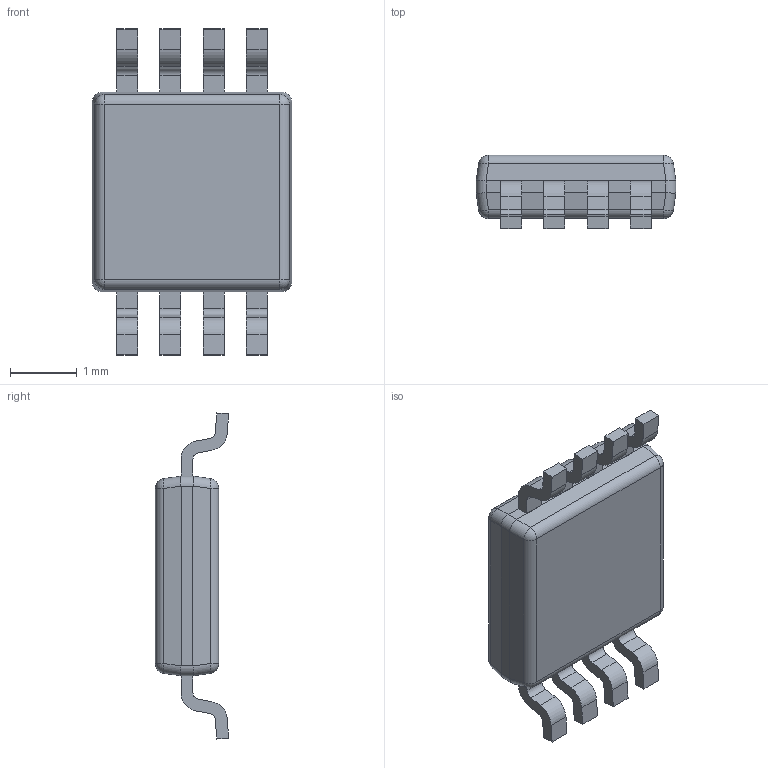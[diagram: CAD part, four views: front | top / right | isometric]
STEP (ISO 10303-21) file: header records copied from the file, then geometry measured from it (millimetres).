
FILE_DESCRIPTION (( 'STEP AP214' ), '1' );
FILE_NAME ('OPA2376AIDGKR.STEP', '2019-03-02T18:00:23', ( '' ), ( '' ), 'SwSTEP 2.0', 'SolidWorks 2017', '' );
FILE_SCHEMA (( 'AUTOMOTIVE_DESIGN' ));
Length unit declared in the file: millimetre
Products named in the file (1): OPA2376AIDGKR
Bounding box: 3 x 1.1 x 4.9 mm (x, y, z)
Volume: 8.8 mm3; surface area: 37.7 mm2
Topology: 9 solids, 9 shells, 157 faces, 398 edges, 252 vertices
Faces by surface type: plane 95, cylinder 54, sphere 8
Entity records: 5808 total; most frequent: CARTESIAN_POINT 872, ORIENTED_EDGE 780, DIRECTION 774, EDGE_CURVE 390, LINE 274, VECTOR 274, VERTEX_POINT 252, AXIS2_PLACEMENT_3D 250
